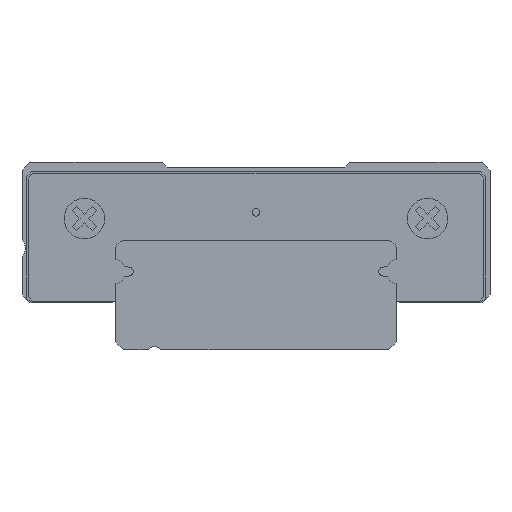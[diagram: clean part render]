
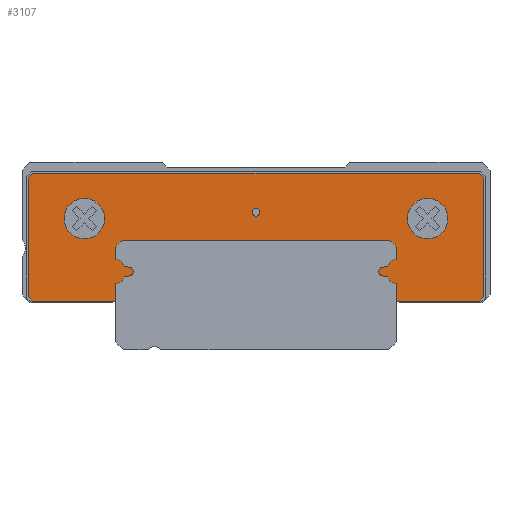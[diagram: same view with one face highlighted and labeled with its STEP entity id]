
A CAD part, front view. The second image highlights one B-rep face of the part: STEP entity #3107.
In plain terms, the highlighted planar face has unit normal (0, -1, 0).
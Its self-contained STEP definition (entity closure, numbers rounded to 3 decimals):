
#104=LINE('',#5579,#482);
#105=LINE('',#5582,#483);
#106=LINE('',#5584,#484);
#107=LINE('',#5586,#485);
#108=LINE('',#5588,#486);
#109=LINE('',#5590,#487);
#110=LINE('',#5592,#488);
#111=LINE('',#5594,#489);
#112=LINE('',#5596,#490);
#113=LINE('',#5598,#491);
#114=LINE('',#5602,#492);
#115=LINE('',#5606,#493);
#116=LINE('',#5610,#494);
#117=LINE('',#5614,#495);
#118=LINE('',#5618,#496);
#119=LINE('',#5622,#497);
#120=LINE('',#5626,#498);
#121=LINE('',#5630,#499);
#482=VECTOR('',#4713,1000.);
#483=VECTOR('',#4714,1000.);
#484=VECTOR('',#4715,1000.);
#485=VECTOR('',#4716,1000.);
#486=VECTOR('',#4717,1000.);
#487=VECTOR('',#4718,1000.);
#488=VECTOR('',#4719,1000.);
#489=VECTOR('',#4720,1000.);
#490=VECTOR('',#4721,1000.);
#491=VECTOR('',#4722,1000.);
#492=VECTOR('',#4725,1000.);
#493=VECTOR('',#4728,1000.);
#494=VECTOR('',#4731,1000.);
#495=VECTOR('',#4734,1000.);
#496=VECTOR('',#4737,1000.);
#497=VECTOR('',#4740,1000.);
#498=VECTOR('',#4743,1000.);
#499=VECTOR('',#4746,1000.);
#812=PLANE('',#4332);
#1107=ORIENTED_EDGE('',*,*,#1917,.F.);
#1108=ORIENTED_EDGE('',*,*,#1918,.F.);
#1109=ORIENTED_EDGE('',*,*,#1919,.T.);
#1110=ORIENTED_EDGE('',*,*,#1920,.T.);
#1111=ORIENTED_EDGE('',*,*,#1921,.T.);
#1112=ORIENTED_EDGE('',*,*,#1922,.T.);
#1113=ORIENTED_EDGE('',*,*,#1923,.T.);
#1114=ORIENTED_EDGE('',*,*,#1924,.T.);
#1115=ORIENTED_EDGE('',*,*,#1925,.T.);
#1116=ORIENTED_EDGE('',*,*,#1926,.T.);
#1117=ORIENTED_EDGE('',*,*,#1927,.T.);
#1118=ORIENTED_EDGE('',*,*,#1928,.T.);
#1119=ORIENTED_EDGE('',*,*,#1929,.T.);
#1120=ORIENTED_EDGE('',*,*,#1930,.T.);
#1121=ORIENTED_EDGE('',*,*,#1931,.T.);
#1122=ORIENTED_EDGE('',*,*,#1932,.T.);
#1123=ORIENTED_EDGE('',*,*,#1933,.T.);
#1124=ORIENTED_EDGE('',*,*,#1934,.T.);
#1125=ORIENTED_EDGE('',*,*,#1935,.T.);
#1126=ORIENTED_EDGE('',*,*,#1936,.T.);
#1127=ORIENTED_EDGE('',*,*,#1937,.T.);
#1128=ORIENTED_EDGE('',*,*,#1938,.T.);
#1129=ORIENTED_EDGE('',*,*,#1939,.T.);
#1130=ORIENTED_EDGE('',*,*,#1940,.T.);
#1131=ORIENTED_EDGE('',*,*,#1941,.T.);
#1132=ORIENTED_EDGE('',*,*,#1942,.T.);
#1133=ORIENTED_EDGE('',*,*,#1943,.T.);
#1134=ORIENTED_EDGE('',*,*,#1944,.T.);
#1135=ORIENTED_EDGE('',*,*,#1945,.F.);
#1917=EDGE_CURVE('',#2337,#2337,#2601,.T.);
#1918=EDGE_CURVE('',#2338,#2338,#2602,.T.);
#1919=EDGE_CURVE('',#2339,#2340,#104,.T.);
#1920=EDGE_CURVE('',#2340,#2341,#105,.T.);
#1921=EDGE_CURVE('',#2341,#2342,#106,.T.);
#1922=EDGE_CURVE('',#2342,#2343,#107,.T.);
#1923=EDGE_CURVE('',#2343,#2344,#108,.T.);
#1924=EDGE_CURVE('',#2344,#2345,#109,.T.);
#1925=EDGE_CURVE('',#2345,#2346,#110,.T.);
#1926=EDGE_CURVE('',#2346,#2347,#111,.T.);
#1927=EDGE_CURVE('',#2347,#2348,#112,.T.);
#1928=EDGE_CURVE('',#2348,#2349,#113,.T.);
#1929=EDGE_CURVE('',#2349,#2350,#2603,.T.);
#1930=EDGE_CURVE('',#2350,#2351,#114,.T.);
#1931=EDGE_CURVE('',#2351,#2352,#2604,.T.);
#1932=EDGE_CURVE('',#2352,#2353,#115,.T.);
#1933=EDGE_CURVE('',#2353,#2354,#2605,.T.);
#1934=EDGE_CURVE('',#2354,#2355,#116,.T.);
#1935=EDGE_CURVE('',#2355,#2356,#2606,.T.);
#1936=EDGE_CURVE('',#2356,#2357,#117,.T.);
#1937=EDGE_CURVE('',#2357,#2358,#2607,.T.);
#1938=EDGE_CURVE('',#2358,#2359,#118,.T.);
#1939=EDGE_CURVE('',#2359,#2360,#2608,.T.);
#1940=EDGE_CURVE('',#2360,#2361,#119,.T.);
#1941=EDGE_CURVE('',#2361,#2362,#2609,.T.);
#1942=EDGE_CURVE('',#2362,#2363,#120,.T.);
#1943=EDGE_CURVE('',#2363,#2364,#2610,.T.);
#1944=EDGE_CURVE('',#2364,#2339,#121,.T.);
#1945=EDGE_CURVE('',#2365,#2365,#2611,.T.);
#2337=VERTEX_POINT('',#5576);
#2338=VERTEX_POINT('',#5578);
#2339=VERTEX_POINT('',#5580);
#2340=VERTEX_POINT('',#5581);
#2341=VERTEX_POINT('',#5583);
#2342=VERTEX_POINT('',#5585);
#2343=VERTEX_POINT('',#5587);
#2344=VERTEX_POINT('',#5589);
#2345=VERTEX_POINT('',#5591);
#2346=VERTEX_POINT('',#5593);
#2347=VERTEX_POINT('',#5595);
#2348=VERTEX_POINT('',#5597);
#2349=VERTEX_POINT('',#5599);
#2350=VERTEX_POINT('',#5601);
#2351=VERTEX_POINT('',#5603);
#2352=VERTEX_POINT('',#5605);
#2353=VERTEX_POINT('',#5607);
#2354=VERTEX_POINT('',#5609);
#2355=VERTEX_POINT('',#5611);
#2356=VERTEX_POINT('',#5613);
#2357=VERTEX_POINT('',#5615);
#2358=VERTEX_POINT('',#5617);
#2359=VERTEX_POINT('',#5619);
#2360=VERTEX_POINT('',#5621);
#2361=VERTEX_POINT('',#5623);
#2362=VERTEX_POINT('',#5625);
#2363=VERTEX_POINT('',#5627);
#2364=VERTEX_POINT('',#5629);
#2365=VERTEX_POINT('',#5632);
#2601=CIRCLE('',#4333,0.25);
#2602=CIRCLE('',#4334,1.3);
#2603=CIRCLE('',#4335,0.8);
#2604=CIRCLE('',#4336,0.32);
#2605=CIRCLE('',#4337,0.8);
#2606=CIRCLE('',#4338,0.95);
#2607=CIRCLE('',#4339,0.95);
#2608=CIRCLE('',#4340,0.8);
#2609=CIRCLE('',#4341,0.32);
#2610=CIRCLE('',#4342,0.8);
#2611=CIRCLE('',#4343,1.3);
#2672=EDGE_LOOP('',(#1107));
#2673=EDGE_LOOP('',(#1108));
#2674=EDGE_LOOP('',(#1109,#1110,#1111,#1112,#1113,#1114,#1115,#1116,#1117,
#1118,#1119,#1120,#1121,#1122,#1123,#1124,#1125,#1126,#1127,#1128,#1129,
#1130,#1131,#1132,#1133,#1134));
#2675=EDGE_LOOP('',(#1135));
#2878=FACE_BOUND('',#2672,.T.);
#2879=FACE_BOUND('',#2673,.T.);
#2880=FACE_BOUND('',#2674,.T.);
#2881=FACE_BOUND('',#2675,.T.);
#3107=ADVANCED_FACE('',(#2878,#2879,#2880,#2881),#812,.T.);
#4332=AXIS2_PLACEMENT_3D('',#5574,#4707,#4708);
#4333=AXIS2_PLACEMENT_3D('',#5575,#4709,#4710);
#4334=AXIS2_PLACEMENT_3D('',#5577,#4711,#4712);
#4335=AXIS2_PLACEMENT_3D('',#5600,#4723,#4724);
#4336=AXIS2_PLACEMENT_3D('',#5604,#4726,#4727);
#4337=AXIS2_PLACEMENT_3D('',#5608,#4729,#4730);
#4338=AXIS2_PLACEMENT_3D('',#5612,#4732,#4733);
#4339=AXIS2_PLACEMENT_3D('',#5616,#4735,#4736);
#4340=AXIS2_PLACEMENT_3D('',#5620,#4738,#4739);
#4341=AXIS2_PLACEMENT_3D('',#5624,#4741,#4742);
#4342=AXIS2_PLACEMENT_3D('',#5628,#4744,#4745);
#4343=AXIS2_PLACEMENT_3D('',#5631,#4747,#4748);
#4707=DIRECTION('',(0.,-1.,0.));
#4708=DIRECTION('',(0.,0.,-1.));
#4709=DIRECTION('',(0.,-1.,0.));
#4710=DIRECTION('',(1.,0.,0.));
#4711=DIRECTION('',(0.,-1.,0.));
#4712=DIRECTION('',(1.,0.,0.));
#4713=DIRECTION('',(1.,0.,0.));
#4714=DIRECTION('',(0.707,0.,0.707));
#4715=DIRECTION('',(0.,0.,1.));
#4716=DIRECTION('',(-0.707,0.,0.707));
#4717=DIRECTION('',(-1.,0.,0.));
#4718=DIRECTION('',(-0.707,0.,-0.707));
#4719=DIRECTION('',(0.,0.,-1.));
#4720=DIRECTION('',(0.707,0.,-0.707));
#4721=DIRECTION('',(1.,0.,0.));
#4722=DIRECTION('',(0.,0.,1.));
#4723=DIRECTION('',(0.,-1.,0.));
#4724=DIRECTION('',(1.,0.,0.));
#4725=DIRECTION('',(0.991,0.,0.135));
#4726=DIRECTION('',(0.,-1.,0.));
#4727=DIRECTION('',(-1.,0.,0.));
#4728=DIRECTION('',(-0.991,0.,0.135));
#4729=DIRECTION('',(0.,-1.,0.));
#4730=DIRECTION('',(1.,0.,0.));
#4731=DIRECTION('',(0.,0.,1.));
#4732=DIRECTION('',(0.,1.,0.));
#4733=DIRECTION('',(1.,0.,0.));
#4734=DIRECTION('',(1.,0.,0.));
#4735=DIRECTION('',(0.,1.,0.));
#4736=DIRECTION('',(1.,0.,0.));
#4737=DIRECTION('',(0.,0.,-1.));
#4738=DIRECTION('',(0.,-1.,0.));
#4739=DIRECTION('',(1.,0.,0.));
#4740=DIRECTION('',(-0.991,0.,-0.135));
#4741=DIRECTION('',(0.,-1.,0.));
#4742=DIRECTION('',(1.,0.,0.));
#4743=DIRECTION('',(0.991,0.,-0.135));
#4744=DIRECTION('',(0.,-1.,0.));
#4745=DIRECTION('',(1.,0.,0.));
#4746=DIRECTION('',(0.,0.,-1.));
#4747=DIRECTION('',(0.,-1.,0.));
#4748=DIRECTION('',(1.,0.,0.));
#5574=CARTESIAN_POINT('',(-9.15,-25.2,5.));
#5575=CARTESIAN_POINT('',(0.,-25.2,8.8));
#5576=CARTESIAN_POINT('',(0.25,-25.2,8.8));
#5577=CARTESIAN_POINT('',(11.,-25.2,8.4));
#5578=CARTESIAN_POINT('',(12.3,-25.2,8.4));
#5579=CARTESIAN_POINT('',(14.3,-25.2,3.1));
#5580=CARTESIAN_POINT('',(9.,-25.2,3.1));
#5581=CARTESIAN_POINT('',(14.3,-25.2,3.1));
#5582=CARTESIAN_POINT('',(14.6,-25.2,3.4));
#5583=CARTESIAN_POINT('',(14.6,-25.2,3.4));
#5584=CARTESIAN_POINT('',(14.6,-25.2,3.4));
#5585=CARTESIAN_POINT('',(14.6,-25.2,11.));
#5586=CARTESIAN_POINT('',(14.3,-25.2,11.3));
#5587=CARTESIAN_POINT('',(14.3,-25.2,11.3));
#5588=CARTESIAN_POINT('',(-14.3,-25.2,11.3));
#5589=CARTESIAN_POINT('',(-14.3,-25.2,11.3));
#5590=CARTESIAN_POINT('',(-14.6,-25.2,11.));
#5591=CARTESIAN_POINT('',(-14.6,-25.2,11.));
#5592=CARTESIAN_POINT('',(-14.6,-25.2,3.4));
#5593=CARTESIAN_POINT('',(-14.6,-25.2,3.4));
#5594=CARTESIAN_POINT('',(-14.3,-25.2,3.1));
#5595=CARTESIAN_POINT('',(-14.3,-25.2,3.1));
#5596=CARTESIAN_POINT('',(-14.3,-25.2,3.1));
#5597=CARTESIAN_POINT('',(-9.,-25.2,3.1));
#5598=CARTESIAN_POINT('',(-9.,-25.2,3.1));
#5599=CARTESIAN_POINT('',(-9.,-25.2,4.214));
#5600=CARTESIAN_POINT('',(-9.15,-25.2,5.));
#5601=CARTESIAN_POINT('',(-8.419,-25.2,4.676));
#5602=CARTESIAN_POINT('',(-8.419,-25.2,4.676));
#5603=CARTESIAN_POINT('',(-8.03,-25.2,4.729));
#5604=CARTESIAN_POINT('',(-8.2,-25.2,5.));
#5605=CARTESIAN_POINT('',(-8.03,-25.2,5.271));
#5606=CARTESIAN_POINT('',(-8.03,-25.2,5.271));
#5607=CARTESIAN_POINT('',(-8.419,-25.2,5.324));
#5608=CARTESIAN_POINT('',(-9.15,-25.2,5.));
#5609=CARTESIAN_POINT('',(-9.,-25.2,5.786));
#5610=CARTESIAN_POINT('',(-9.,-25.2,5.786));
#5611=CARTESIAN_POINT('',(-9.,-25.2,6.574));
#5612=CARTESIAN_POINT('',(-8.15,-25.2,6.15));
#5613=CARTESIAN_POINT('',(-8.574,-25.2,7.));
#5614=CARTESIAN_POINT('',(-8.574,-25.2,7.));
#5615=CARTESIAN_POINT('',(8.574,-25.2,7.));
#5616=CARTESIAN_POINT('',(8.15,-25.2,6.15));
#5617=CARTESIAN_POINT('',(9.,-25.2,6.574));
#5618=CARTESIAN_POINT('',(9.,-25.2,6.574));
#5619=CARTESIAN_POINT('',(9.,-25.2,5.786));
#5620=CARTESIAN_POINT('',(9.15,-25.2,5.));
#5621=CARTESIAN_POINT('',(8.419,-25.2,5.324));
#5622=CARTESIAN_POINT('',(8.419,-25.2,5.324));
#5623=CARTESIAN_POINT('',(8.03,-25.2,5.271));
#5624=CARTESIAN_POINT('',(8.2,-25.2,5.));
#5625=CARTESIAN_POINT('',(8.03,-25.2,4.729));
#5626=CARTESIAN_POINT('',(8.03,-25.2,4.729));
#5627=CARTESIAN_POINT('',(8.419,-25.2,4.676));
#5628=CARTESIAN_POINT('',(9.15,-25.2,5.));
#5629=CARTESIAN_POINT('',(9.,-25.2,4.214));
#5630=CARTESIAN_POINT('',(9.,-25.2,4.214));
#5631=CARTESIAN_POINT('',(-11.,-25.2,8.4));
#5632=CARTESIAN_POINT('',(-9.7,-25.2,8.4));
